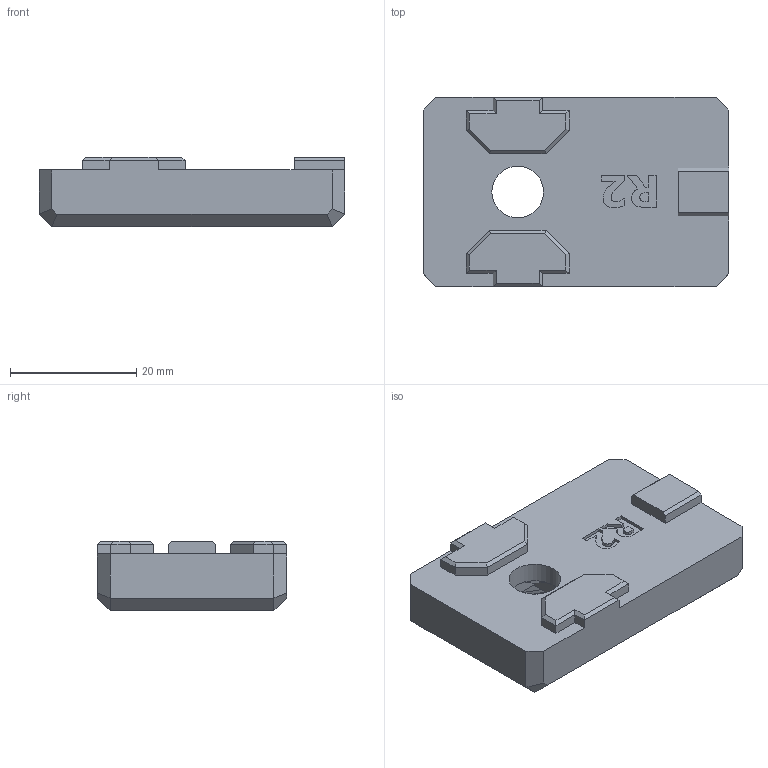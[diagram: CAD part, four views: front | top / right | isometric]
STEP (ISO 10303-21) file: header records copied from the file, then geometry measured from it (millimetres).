
FILE_DESCRIPTION(/* description */ (''),/* implementation_level */ '2;1');
FILE_NAME(/* name */ 'frame-front-cover.stp',/* time_stamp */ '2023-12-19T12:38:48+01:00',/* author */ ('Dominik Tebich'),/* organization */ (''),/* preprocessor_version */ 'ST-DEVELOPER v19.2',/* originating_system */ 'Autodesk Inventor 2023',/* authorisation */ '');
FILE_SCHEMA (('AUTOMOTIVE_DESIGN { 1 0 10303 214 3 1 1 }'));
Length unit declared in the file: millimetre
Products named in the file (1): frame-front-cover_R2
Bounding box: 48.5 x 30 x 11 mm (x, y, z)
Volume: 12333.9 mm3; surface area: 4471 mm2
Topology: 1 solids, 1 shells, 129 faces, 333 edges, 209 vertices
Faces by surface type: plane 108, bspline 16, cone 4, cylinder 1
Full cylindrical faces by diameter (mm): 8.2 x1
Entity records: 3939 total; most frequent: CARTESIAN_POINT 896, ORIENTED_EDGE 666, DIRECTION 530, EDGE_CURVE 333, LINE 284, VECTOR 284, VERTEX_POINT 209, EDGE_LOOP 134
